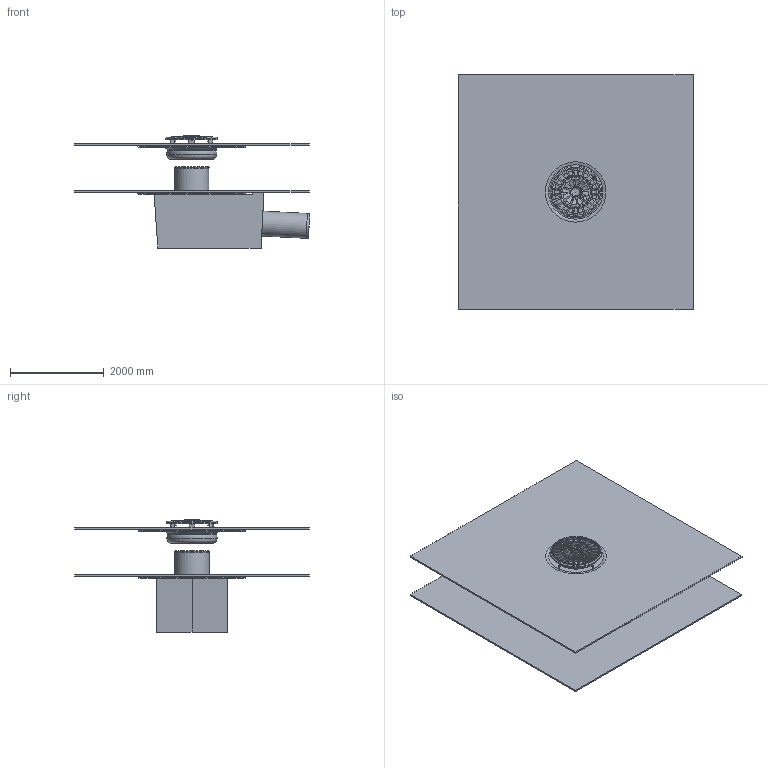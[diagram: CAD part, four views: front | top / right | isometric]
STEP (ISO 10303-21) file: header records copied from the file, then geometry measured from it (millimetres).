
FILE_DESCRIPTION(/* description */ (''),/* implementation_level */ '2;1');
FILE_NAME(/* name */ '15581.050X_3D.stp',/* time_stamp */ '2024-12-12T06:54:34+01:00',/* author */ ('CAD'),/* organization */ (''),/* preprocessor_version */ 'ST-DEVELOPER v20',/* originating_system */ 'AutoCAD Mechanical',/* authorisation */ '');
FILE_SCHEMA (('AUTOMOTIVE_DESIGN { 1 0 10303 214 3 1 1 }'));
Length unit declared in the file: centimetre
Products named in the file (3): Product; AUSLAUFROHR; *S1
Assembly tree (2 placements, depth 2):
  Product
    AUSLAUFROHR
    *S1
Bounding box: 5013.61 x 5000 x 2386.3 mm (x, y, z)
Volume: 4794166254.5 mm3; surface area: 168151775.8 mm2
Topology: 17 solids, 17 shells, 657 faces, 1849 edges, 1216 vertices
Faces by surface type: cylinder 280, plane 178, torus 93, cone 84, sphere 14, bspline 8
Full cylindrical faces by diameter (mm): 20 x16, 32 x2, 52 x2, 80 x4, 170 x1, 499.993 x2, 529.993 x2, 530 x1, 698 x1, 730 x2, 736 x1, 770 x4, 810 x3, 885 x2, 900 x1, 901 x2, 905 x2, 953.818 x2, 965 x4, 980 x1, 1000 x1, 1030 x1, 1100 x1
Entity records: 26010 total; most frequent: CARTESIAN_POINT 8594, ORIENTED_EDGE 3686, DIRECTION 3671, EDGE_CURVE 1843, AXIS2_PLACEMENT_3D 1486, VERTEX_POINT 1210, CIRCLE 824, EDGE_LOOP 785
